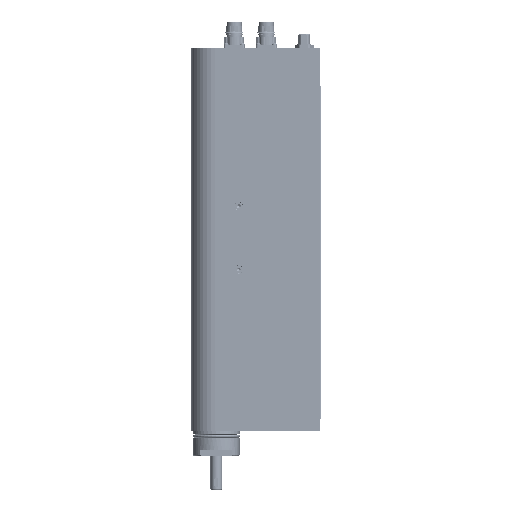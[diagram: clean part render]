
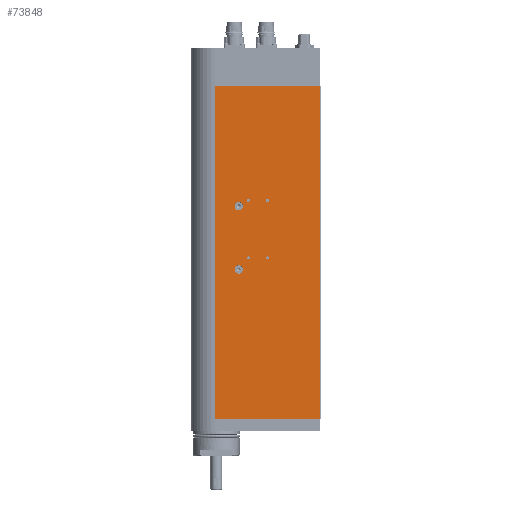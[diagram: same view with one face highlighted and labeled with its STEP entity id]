
A CAD part, front view. The second image highlights one B-rep face of the part: STEP entity #73848.
In plain terms, the highlighted planar face has unit normal (0, -1, 0).
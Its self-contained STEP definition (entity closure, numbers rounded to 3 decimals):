
#2336 = VECTOR ( 'NONE', #29369, 1000. ) ;
#4390 = CARTESIAN_POINT ( 'NONE',  ( 12., -25., 166.35 ) ) ;
#6353 = CARTESIAN_POINT ( 'NONE',  ( 12., -25., 228. ) ) ;
#7409 = FACE_BOUND ( 'NONE', #103380, .T. ) ;
#8740 = CARTESIAN_POINT ( 'NONE',  ( 12., -25., 168. ) ) ;
#10374 = VECTOR ( 'NONE', #75805, 1000. ) ;
#11072 = CARTESIAN_POINT ( 'NONE',  ( -67.5, -25., 347. ) ) ;
#11699 = ORIENTED_EDGE ( 'NONE', *, *, #98710, .F. ) ;
#12605 = CIRCLE ( 'NONE', #35646, 1.65 ) ;
#13145 = EDGE_CURVE ( 'NONE', #95378, #95378, #13734, .T. ) ;
#13734 = CIRCLE ( 'NONE', #98753, 1.65 ) ;
#15864 = CARTESIAN_POINT ( 'NONE',  ( -8., -25., 166.35 ) ) ;
#16641 = ORIENTED_EDGE ( 'NONE', *, *, #13145, .F. ) ;
#18049 = DIRECTION ( 'NONE',  ( 0., -1., 0. ) ) ;
#18790 = ORIENTED_EDGE ( 'NONE', *, *, #68633, .T. ) ;
#18922 = EDGE_CURVE ( 'NONE', #98104, #98104, #12605, .T. ) ;
#20527 = AXIS2_PLACEMENT_3D ( 'NONE', #32883, #75583, #92793 ) ;
#21366 = ORIENTED_EDGE ( 'NONE', *, *, #82041, .T. ) ;
#23944 = LINE ( 'NONE', #100488, #106250 ) ;
#24238 = ORIENTED_EDGE ( 'NONE', *, *, #32283, .T. ) ;
#25002 = CARTESIAN_POINT ( 'NONE',  ( -18., -25., 222. ) ) ;
#27484 = CARTESIAN_POINT ( 'NONE',  ( -8., -25., 168. ) ) ;
#27980 = EDGE_CURVE ( 'NONE', #52021, #52021, #93185, .T. ) ;
#28637 = ORIENTED_EDGE ( 'NONE', *, *, #27980, .F. ) ;
#29369 = DIRECTION ( 'NONE',  ( 0., 0., 1. ) ) ;
#30938 = ORIENTED_EDGE ( 'NONE', *, *, #18922, .F. ) ;
#31340 = EDGE_LOOP ( 'NONE', ( #86647 ) ) ;
#31478 = CIRCLE ( 'NONE', #36809, 4.4 ) ;
#32283 = EDGE_CURVE ( 'NONE', #67122, #66221, #75243, .T. ) ;
#32883 = CARTESIAN_POINT ( 'NONE',  ( -67.5, -25., 347. ) ) ;
#34341 = EDGE_CURVE ( 'NONE', #40842, #40842, #76385, .T. ) ;
#34895 = EDGE_LOOP ( 'NONE', ( #30938 ) ) ;
#35646 = AXIS2_PLACEMENT_3D ( 'NONE', #8740, #101901, #109076 ) ;
#36025 = CARTESIAN_POINT ( 'NONE',  ( 12., -25., 226.35 ) ) ;
#36039 = DIRECTION ( 'NONE',  ( 1., 0., 0. ) ) ;
#36806 = ORIENTED_EDGE ( 'NONE', *, *, #71306, .F. ) ;
#36809 = AXIS2_PLACEMENT_3D ( 'NONE', #25002, #50475, #92639 ) ;
#38606 = VERTEX_POINT ( 'NONE', #89031 ) ;
#39033 = CARTESIAN_POINT ( 'NONE',  ( -42.5, -25., 347. ) ) ;
#40183 = DIRECTION ( 'NONE',  ( 0., -1., 0. ) ) ;
#40842 = VERTEX_POINT ( 'NONE', #15864 ) ;
#41160 = DIRECTION ( 'NONE',  ( 0., 0., -1. ) ) ;
#44775 = EDGE_LOOP ( 'NONE', ( #107544 ) ) ;
#45736 = VERTEX_POINT ( 'NONE', #70121 ) ;
#45814 = DIRECTION ( 'NONE',  ( 0., -1., 0. ) ) ;
#48647 = EDGE_LOOP ( 'NONE', ( #16641 ) ) ;
#48824 = EDGE_LOOP ( 'NONE', ( #24238, #18790, #36806, #21366 ) ) ;
#50099 = FACE_OUTER_BOUND ( 'NONE', #48824, .T. ) ;
#50475 = DIRECTION ( 'NONE',  ( 0., -1., 0. ) ) ;
#50853 = EDGE_CURVE ( 'NONE', #45736, #45736, #54178, .T. ) ;
#52021 = VERTEX_POINT ( 'NONE', #70297 ) ;
#52128 = LINE ( 'NONE', #11072, #96326 ) ;
#54178 = CIRCLE ( 'NONE', #64787, 4.4 ) ;
#54896 = LINE ( 'NONE', #105335, #2336 ) ;
#58427 = FACE_BOUND ( 'NONE', #31340, .T. ) ;
#64787 = AXIS2_PLACEMENT_3D ( 'NONE', #87379, #103456, #70175 ) ;
#65437 = VERTEX_POINT ( 'NONE', #39033 ) ;
#66221 = VERTEX_POINT ( 'NONE', #76016 ) ;
#66260 = DIRECTION ( 'NONE',  ( 0., 0., -1. ) ) ;
#67122 = VERTEX_POINT ( 'NONE', #84197 ) ;
#68547 = DIRECTION ( 'NONE',  ( 0., 0., -1. ) ) ;
#68633 = EDGE_CURVE ( 'NONE', #66221, #38606, #54896, .T. ) ;
#70121 = CARTESIAN_POINT ( 'NONE',  ( -18., -25., 151.6 ) ) ;
#70175 = DIRECTION ( 'NONE',  ( 0., 0., -1. ) ) ;
#70297 = CARTESIAN_POINT ( 'NONE',  ( -8., -25., 226.35 ) ) ;
#71306 = EDGE_CURVE ( 'NONE', #65437, #38606, #52128, .T. ) ;
#71309 = DIRECTION ( 'NONE',  ( 0., 0., -1. ) ) ;
#72010 = AXIS2_PLACEMENT_3D ( 'NONE', #87942, #45814, #71309 ) ;
#72739 = VERTEX_POINT ( 'NONE', #106547 ) ;
#73848 = ADVANCED_FACE ( 'NONE', ( #107199, #101127, #98910, #92249, #7409, #58427, #50099 ), #83935, .F. ) ;
#75243 = LINE ( 'NONE', #83594, #10374 ) ;
#75583 = DIRECTION ( 'NONE',  ( 0., 1., 0. ) ) ;
#75805 = DIRECTION ( 'NONE',  ( 1., 0., 0. ) ) ;
#76016 = CARTESIAN_POINT ( 'NONE',  ( 67., -25., 0. ) ) ;
#76385 = CIRCLE ( 'NONE', #87002, 1.65 ) ;
#82041 = EDGE_CURVE ( 'NONE', #65437, #67122, #23944, .T. ) ;
#83594 = CARTESIAN_POINT ( 'NONE',  ( -67.5, -25., 0. ) ) ;
#83935 = PLANE ( 'NONE',  #20527 ) ;
#84197 = CARTESIAN_POINT ( 'NONE',  ( -42.5, -25., 0. ) ) ;
#86647 = ORIENTED_EDGE ( 'NONE', *, *, #50853, .F. ) ;
#87002 = AXIS2_PLACEMENT_3D ( 'NONE', #27484, #18049, #68547 ) ;
#87379 = CARTESIAN_POINT ( 'NONE',  ( -18., -25., 156. ) ) ;
#87942 = CARTESIAN_POINT ( 'NONE',  ( -8., -25., 228. ) ) ;
#89031 = CARTESIAN_POINT ( 'NONE',  ( 67., -25., 347. ) ) ;
#92249 = FACE_BOUND ( 'NONE', #48647, .T. ) ;
#92639 = DIRECTION ( 'NONE',  ( 0., 0., -1. ) ) ;
#92793 = DIRECTION ( 'NONE',  ( 0., 0., 1. ) ) ;
#93185 = CIRCLE ( 'NONE', #72010, 1.65 ) ;
#95378 = VERTEX_POINT ( 'NONE', #36025 ) ;
#96326 = VECTOR ( 'NONE', #36039, 1000. ) ;
#97275 = EDGE_LOOP ( 'NONE', ( #28637 ) ) ;
#98104 = VERTEX_POINT ( 'NONE', #4390 ) ;
#98710 = EDGE_CURVE ( 'NONE', #72739, #72739, #31478, .T. ) ;
#98753 = AXIS2_PLACEMENT_3D ( 'NONE', #6353, #40183, #66260 ) ;
#98910 = FACE_BOUND ( 'NONE', #34895, .T. ) ;
#100488 = CARTESIAN_POINT ( 'NONE',  ( -42.5, -25., 347. ) ) ;
#101127 = FACE_BOUND ( 'NONE', #97275, .T. ) ;
#101901 = DIRECTION ( 'NONE',  ( 0., -1., 0. ) ) ;
#103380 = EDGE_LOOP ( 'NONE', ( #11699 ) ) ;
#103456 = DIRECTION ( 'NONE',  ( 0., -1., 0. ) ) ;
#105335 = CARTESIAN_POINT ( 'NONE',  ( 67., -25., 347. ) ) ;
#106250 = VECTOR ( 'NONE', #41160, 1000. ) ;
#106547 = CARTESIAN_POINT ( 'NONE',  ( -18., -25., 217.6 ) ) ;
#107199 = FACE_BOUND ( 'NONE', #44775, .T. ) ;
#107544 = ORIENTED_EDGE ( 'NONE', *, *, #34341, .F. ) ;
#109076 = DIRECTION ( 'NONE',  ( 0., 0., -1. ) ) ;
